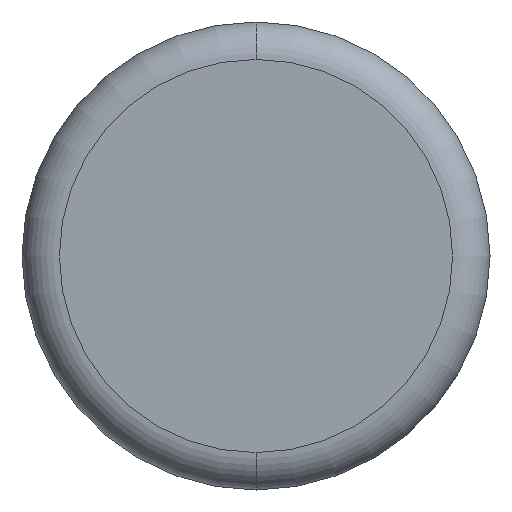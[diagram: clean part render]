
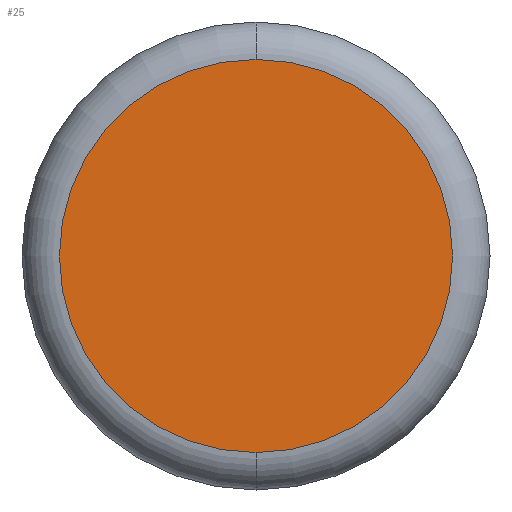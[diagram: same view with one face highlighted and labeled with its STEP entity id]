
A CAD part, front view. The second image highlights one B-rep face of the part: STEP entity #25.
In plain terms, the highlighted planar face has unit normal (0, -1, 0).
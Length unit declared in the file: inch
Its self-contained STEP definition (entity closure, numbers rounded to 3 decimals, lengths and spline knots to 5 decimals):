
#18 = EDGE_CURVE ( 'NONE', #81, #271, #334, .T. ) ;
#24 = DIRECTION ( 'NONE',  ( 0., 0., -1. ) ) ;
#25 = ADVANCED_FACE ( 'NONE', ( #177 ), #40, .T. ) ;
#40 = PLANE ( 'NONE',  #93 ) ;
#77 = CARTESIAN_POINT ( 'NONE',  ( 0., 0., -0.1575 ) ) ;
#81 = VERTEX_POINT ( 'NONE', #77 ) ;
#88 = CIRCLE ( 'NONE', #367, 0.1575 ) ;
#93 = AXIS2_PLACEMENT_3D ( 'NONE', #243, #339, #121 ) ;
#95 = ORIENTED_EDGE ( 'NONE', *, *, #374, .T. ) ;
#104 = DIRECTION ( 'NONE',  ( 0., -1., 0. ) ) ;
#121 = DIRECTION ( 'NONE',  ( 0., 0., -1. ) ) ;
#130 = DIRECTION ( 'NONE',  ( 0., -1., 0. ) ) ;
#132 = DIRECTION ( 'NONE',  ( 0., 0., -1. ) ) ;
#168 = CARTESIAN_POINT ( 'NONE',  ( 0., 0., 0. ) ) ;
#177 = FACE_OUTER_BOUND ( 'NONE', #186, .T. ) ;
#183 = AXIS2_PLACEMENT_3D ( 'NONE', #168, #130, #24 ) ;
#186 = EDGE_LOOP ( 'NONE', ( #236, #95 ) ) ;
#192 = CARTESIAN_POINT ( 'NONE',  ( 0., 0., 0. ) ) ;
#236 = ORIENTED_EDGE ( 'NONE', *, *, #18, .T. ) ;
#243 = CARTESIAN_POINT ( 'NONE',  ( 0., 0., 0. ) ) ;
#271 = VERTEX_POINT ( 'NONE', #272 ) ;
#272 = CARTESIAN_POINT ( 'NONE',  ( 0., 0., 0.1575 ) ) ;
#334 = CIRCLE ( 'NONE', #183, 0.1575 ) ;
#339 = DIRECTION ( 'NONE',  ( 0., -1., 0. ) ) ;
#367 = AXIS2_PLACEMENT_3D ( 'NONE', #192, #104, #132 ) ;
#374 = EDGE_CURVE ( 'NONE', #271, #81, #88, .T. ) ;
